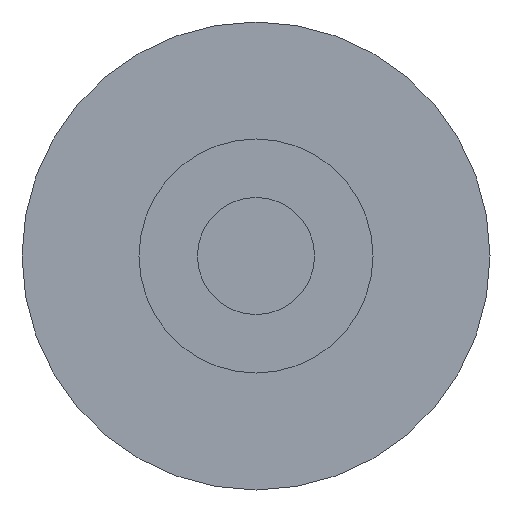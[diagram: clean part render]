
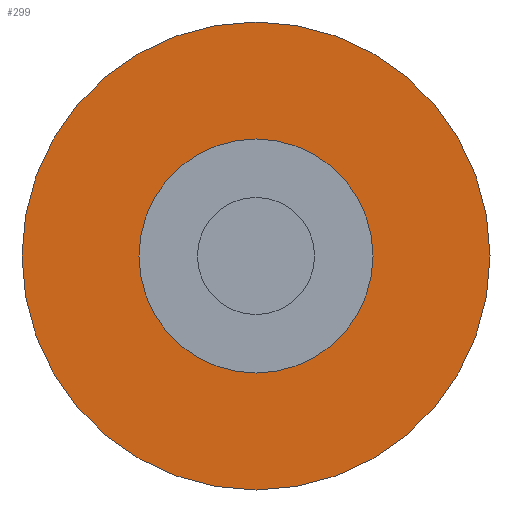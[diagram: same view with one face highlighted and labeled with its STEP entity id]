
A CAD part, front view. The second image highlights one B-rep face of the part: STEP entity #299.
In plain terms, the highlighted planar face has unit normal (0, -1, 0).
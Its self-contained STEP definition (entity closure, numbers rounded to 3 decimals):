
#1 = DIRECTION ( 'NONE',  ( 0., 0., 1. ) ) ;
#8 = PLANE ( 'NONE',  #229 ) ;
#24 = CARTESIAN_POINT ( 'NONE',  ( 0., -3.5, 8. ) ) ;
#26 = CARTESIAN_POINT ( 'NONE',  ( 0., -3.5, -4. ) ) ;
#28 = CARTESIAN_POINT ( 'NONE',  ( 0., -3.5, -8. ) ) ;
#32 = DIRECTION ( 'NONE',  ( 0., 1., 0. ) ) ;
#48 = DIRECTION ( 'NONE',  ( 0., 1., 0. ) ) ;
#49 = EDGE_LOOP ( 'NONE', ( #324, #254 ) ) ;
#51 = EDGE_CURVE ( 'NONE', #140, #177, #314, .T. ) ;
#56 = CARTESIAN_POINT ( 'NONE',  ( 8., -3.5, 0. ) ) ;
#67 = CIRCLE ( 'NONE', #93, 8. ) ;
#71 = EDGE_CURVE ( 'NONE', #184, #89, #110, .T. ) ;
#74 = DIRECTION ( 'NONE',  ( 0., 1., 0. ) ) ;
#82 = AXIS2_PLACEMENT_3D ( 'NONE', #310, #48, #249 ) ;
#89 = VERTEX_POINT ( 'NONE', #28 ) ;
#92 = ORIENTED_EDGE ( 'NONE', *, *, #179, .T. ) ;
#93 = AXIS2_PLACEMENT_3D ( 'NONE', #152, #275, #1 ) ;
#97 = DIRECTION ( 'NONE',  ( 0., 1., 0. ) ) ;
#110 = CIRCLE ( 'NONE', #214, 8. ) ;
#133 = EDGE_CURVE ( 'NONE', #89, #184, #67, .T. ) ;
#140 = VERTEX_POINT ( 'NONE', #307 ) ;
#142 = FACE_BOUND ( 'NONE', #196, .T. ) ;
#152 = CARTESIAN_POINT ( 'NONE',  ( 0., -3.5, 0. ) ) ;
#177 = VERTEX_POINT ( 'NONE', #26 ) ;
#179 = EDGE_CURVE ( 'NONE', #177, #140, #237, .T. ) ;
#183 = DIRECTION ( 'NONE',  ( 0., 0., 1. ) ) ;
#184 = VERTEX_POINT ( 'NONE', #24 ) ;
#193 = DIRECTION ( 'NONE',  ( 0., 0., 1. ) ) ;
#196 = EDGE_LOOP ( 'NONE', ( #269, #92 ) ) ;
#214 = AXIS2_PLACEMENT_3D ( 'NONE', #326, #97, #193 ) ;
#215 = FACE_OUTER_BOUND ( 'NONE', #49, .T. ) ;
#218 = CARTESIAN_POINT ( 'NONE',  ( 0., -3.5, 0. ) ) ;
#221 = AXIS2_PLACEMENT_3D ( 'NONE', #218, #74, #297 ) ;
#229 = AXIS2_PLACEMENT_3D ( 'NONE', #56, #32, #183 ) ;
#237 = CIRCLE ( 'NONE', #82, 4. ) ;
#249 = DIRECTION ( 'NONE',  ( 0., 0., 1. ) ) ;
#254 = ORIENTED_EDGE ( 'NONE', *, *, #133, .F. ) ;
#269 = ORIENTED_EDGE ( 'NONE', *, *, #51, .T. ) ;
#275 = DIRECTION ( 'NONE',  ( 0., 1., 0. ) ) ;
#297 = DIRECTION ( 'NONE',  ( 0., 0., 1. ) ) ;
#299 = ADVANCED_FACE ( 'NONE', ( #215, #142 ), #8, .F. ) ;
#307 = CARTESIAN_POINT ( 'NONE',  ( 0., -3.5, 4. ) ) ;
#310 = CARTESIAN_POINT ( 'NONE',  ( 0., -3.5, 0. ) ) ;
#314 = CIRCLE ( 'NONE', #221, 4. ) ;
#324 = ORIENTED_EDGE ( 'NONE', *, *, #71, .F. ) ;
#326 = CARTESIAN_POINT ( 'NONE',  ( 0., -3.5, 0. ) ) ;
